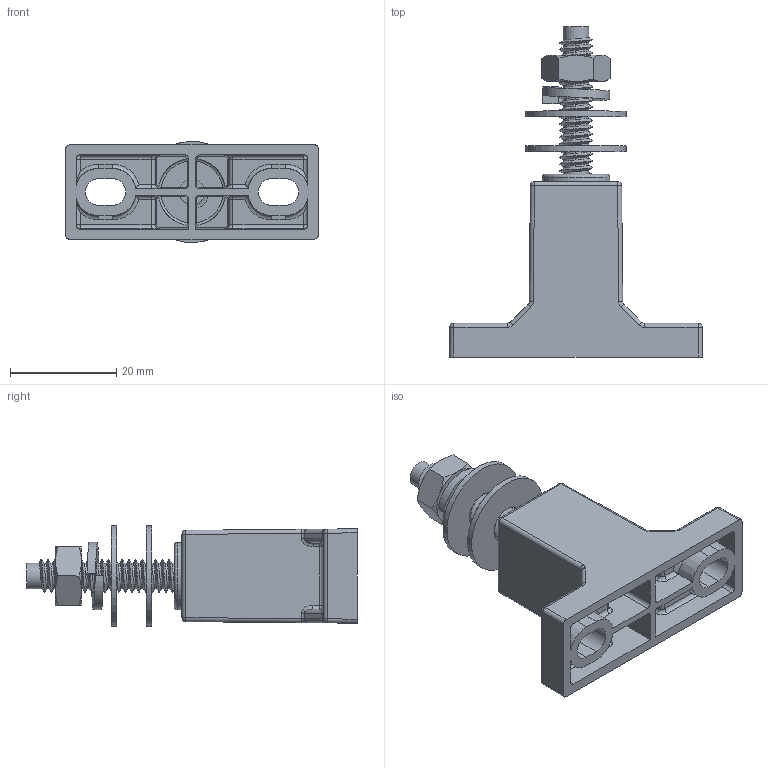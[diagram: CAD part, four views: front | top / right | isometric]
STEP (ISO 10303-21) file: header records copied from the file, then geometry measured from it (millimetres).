
FILE_DESCRIPTION (( 'STEP AP214' ), '1' );
FILE_NAME ('701315rev-.STEP', '2017-03-23T19:25:53', ( '' ), ( '' ), 'SwSTEP 2.0', 'SolidWorks 2016', '' );
FILE_SCHEMA (( 'AUTOMOTIVE_DESIGN' ));
Length unit declared in the file: inch
Products named in the file (1): 701315rev-
Bounding box: 47.63 x 62.26 x 19.04 mm (x, y, z)
Surface area: 9627.4 mm2 (no closed solid volume)
Topology: 0 solids, 8 shells, 246 faces, 640 edges, 384 vertices
Faces by surface type: cylinder 107, plane 67, bspline 28, cone 23, sphere 12, torus 9
Full cylindrical faces by diameter (mm): 4.826 x20, 7.137 x1, 12.7 x1, 19.05 x2
Entity records: 12445 total; most frequent: CARTESIAN_POINT 4471, ORIENTED_EDGE 1024, DIRECTION 1018, EDGE_CURVE 557, AXIS2_PLACEMENT_3D 382, VERTEX_POINT 342, LINE 254, VECTOR 254
